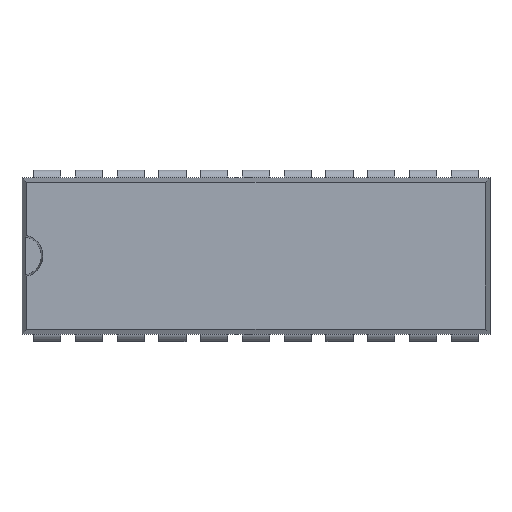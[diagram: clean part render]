
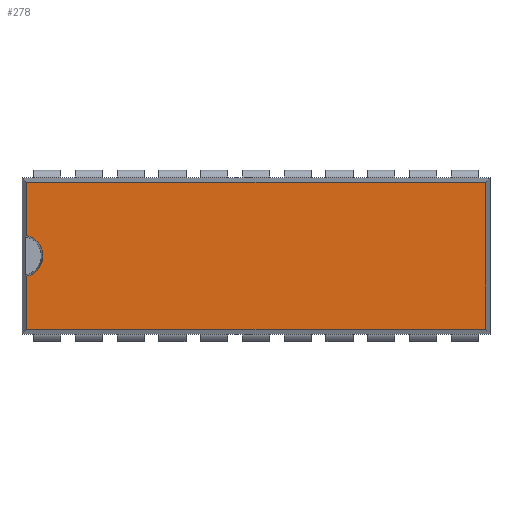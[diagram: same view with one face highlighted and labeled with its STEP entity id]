
A CAD part, top view. The second image highlights one B-rep face of the part: STEP entity #278.
In plain terms, the highlighted planar face has unit normal (0, 0, 1).
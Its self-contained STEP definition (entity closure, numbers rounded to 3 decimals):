
#278=ADVANCED_FACE('',(#5000),#5002,.T.);
#5000=FACE_BOUND('',#5001,.T.);
#5001=EDGE_LOOP('',(#8500,#8501,#8502,#8503,#8504,#8505));
#5002=PLANE('',#5003);
#5003=AXIS2_PLACEMENT_3D('',#5004,#5005,#5006);
#5004=CARTESIAN_POINT('',(0.,0.,5.33));
#5005=DIRECTION('',(0.,0.,1.));
#5006=DIRECTION('',(1.,0.,0.));
#8500=ORIENTED_EDGE('',*,*,#10856,.T.);
#8501=ORIENTED_EDGE('',*,*,#10857,.T.);
#8502=ORIENTED_EDGE('',*,*,#10858,.T.);
#8503=ORIENTED_EDGE('',*,*,#10859,.T.);
#8504=ORIENTED_EDGE('',*,*,#10860,.T.);
#8505=ORIENTED_EDGE('',*,*,#10861,.T.);
#10856=EDGE_CURVE('',#12034,#12035,#12036,.F.);
#10857=EDGE_CURVE('',#12035,#12037,#12038,.T.);
#10858=EDGE_CURVE('',#12037,#12039,#12040,.T.);
#10859=EDGE_CURVE('',#12039,#12041,#12042,.T.);
#10860=EDGE_CURVE('',#12041,#12043,#12044,.T.);
#10861=EDGE_CURVE('',#12043,#12034,#12045,.T.);
#12034=VERTEX_POINT('',#13936);
#12035=VERTEX_POINT('',#13937);
#12036=CIRCLE('',#13938,1.27);
#12037=VERTEX_POINT('',#13942);
#12038=LINE('',#13943,#13944);
#12039=VERTEX_POINT('',#13946);
#12040=LINE('',#13947,#13948);
#12041=VERTEX_POINT('',#13950);
#12042=LINE('',#13951,#13952);
#12043=VERTEX_POINT('',#13954);
#12044=LINE('',#13955,#13956);
#12045=LINE('',#13958,#13959);
#13936=CARTESIAN_POINT('',(-1.236,6.317,5.33));
#13937=CARTESIAN_POINT('',(-1.236,3.843,5.33));
#13938=AXIS2_PLACEMENT_3D('',#13939,#13940,#13941);
#13939=CARTESIAN_POINT('',(-1.525,5.08,5.33));
#13940=DIRECTION('',(0.,0.,1.));
#13941=DIRECTION('',(0.227,-0.974,0.));
#13942=CARTESIAN_POINT('',(-1.236,0.619,5.33));
#13943=CARTESIAN_POINT('',(-1.236,3.843,5.33));
#13944=VECTOR('',#13945,1.);
#13945=DIRECTION('',(0.,-1.,0.));
#13946=CARTESIAN_POINT('',(26.636,0.619,5.33));
#13947=CARTESIAN_POINT('',(-1.236,0.619,5.33));
#13948=VECTOR('',#13949,1.);
#13949=DIRECTION('',(1.,0.,0.));
#13950=CARTESIAN_POINT('',(26.636,9.541,5.33));
#13951=CARTESIAN_POINT('',(26.636,0.619,5.33));
#13952=VECTOR('',#13953,1.);
#13953=DIRECTION('',(0.,1.,0.));
#13954=CARTESIAN_POINT('',(-1.236,9.541,5.33));
#13955=CARTESIAN_POINT('',(26.636,9.541,5.33));
#13956=VECTOR('',#13957,1.);
#13957=DIRECTION('',(-1.,0.,0.));
#13958=CARTESIAN_POINT('',(-1.236,9.541,5.33));
#13959=VECTOR('',#13960,1.);
#13960=DIRECTION('',(0.,-1.,0.));
